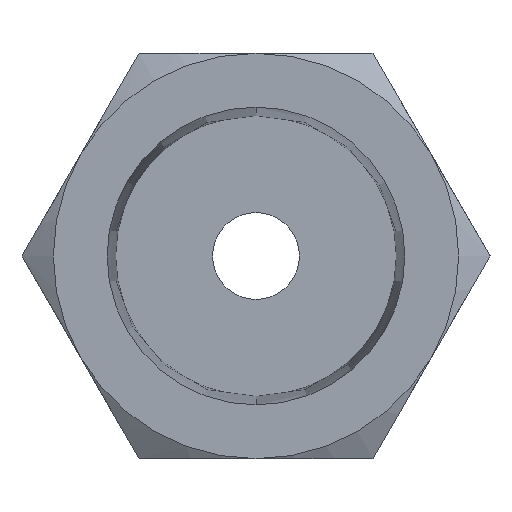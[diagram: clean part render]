
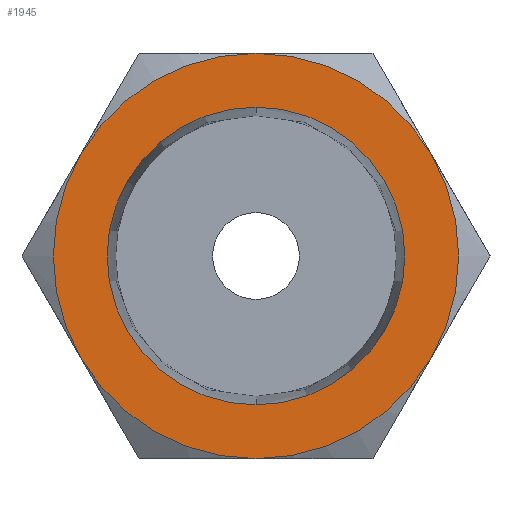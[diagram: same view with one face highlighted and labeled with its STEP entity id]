
A CAD part, front view. The second image highlights one B-rep face of the part: STEP entity #1945.
In plain terms, the highlighted planar face has unit normal (0, -1, 0).
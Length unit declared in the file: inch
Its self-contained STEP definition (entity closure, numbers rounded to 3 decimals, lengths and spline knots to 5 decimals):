
#34 = DIRECTION ( 'NONE',  ( 0., 0., -1. ) ) ;
#49 = DIRECTION ( 'NONE',  ( 0., 1., 0. ) ) ;
#59 = CARTESIAN_POINT ( 'NONE',  ( 0., 0., 0. ) ) ;
#307 = EDGE_CURVE ( 'NONE', #1906, #1334, #554, .T. ) ;
#355 = CARTESIAN_POINT ( 'NONE',  ( -0.23867, 0., 0.1378 ) ) ;
#554 = CIRCLE ( 'NONE', #2156, 0.2025 ) ;
#640 = EDGE_CURVE ( 'NONE', #1819, #1269, #3135, .T. ) ;
#792 = VERTEX_POINT ( 'NONE', #1785 ) ;
#845 = DIRECTION ( 'NONE',  ( 0., -1., 0. ) ) ;
#853 = CARTESIAN_POINT ( 'NONE',  ( 0., 0., 0. ) ) ;
#897 = ORIENTED_EDGE ( 'NONE', *, *, #640, .T. ) ;
#1046 = AXIS2_PLACEMENT_3D ( 'NONE', #3703, #1693, #4035 ) ;
#1048 = CIRCLE ( 'NONE', #4196, 0.27559 ) ;
#1087 = CARTESIAN_POINT ( 'NONE',  ( 0., 0., 0. ) ) ;
#1203 = DIRECTION ( 'NONE',  ( 0., 0., 1. ) ) ;
#1269 = VERTEX_POINT ( 'NONE', #3609 ) ;
#1298 = AXIS2_PLACEMENT_3D ( 'NONE', #3726, #1725, #4049 ) ;
#1334 = VERTEX_POINT ( 'NONE', #3311 ) ;
#1338 = DIRECTION ( 'NONE',  ( 0., -1., 0. ) ) ;
#1387 = AXIS2_PLACEMENT_3D ( 'NONE', #3905, #1911, #4208 ) ;
#1416 = AXIS2_PLACEMENT_3D ( 'NONE', #2906, #845, #3243 ) ;
#1436 = EDGE_CURVE ( 'NONE', #792, #3728, #3939, .T. ) ;
#1453 = DIRECTION ( 'NONE',  ( 0., 0., 1. ) ) ;
#1623 = FACE_OUTER_BOUND ( 'NONE', #3425, .T. ) ;
#1669 = CARTESIAN_POINT ( 'NONE',  ( 0.23867, 0., 0.1378 ) ) ;
#1693 = DIRECTION ( 'NONE',  ( 0., 1., 0. ) ) ;
#1725 = DIRECTION ( 'NONE',  ( 0., -1., 0. ) ) ;
#1760 = ORIENTED_EDGE ( 'NONE', *, *, #2430, .T. ) ;
#1785 = CARTESIAN_POINT ( 'NONE',  ( 0., 0., 0.27559 ) ) ;
#1803 = CARTESIAN_POINT ( 'NONE',  ( -0.23867, 0., -0.1378 ) ) ;
#1819 = VERTEX_POINT ( 'NONE', #2003 ) ;
#1906 = VERTEX_POINT ( 'NONE', #2693 ) ;
#1911 = DIRECTION ( 'NONE',  ( 0., -1., 0. ) ) ;
#1935 = EDGE_CURVE ( 'NONE', #1334, #1906, #4158, .T. ) ;
#1945 = ADVANCED_FACE ( 'NONE', ( #2520, #1623 ), #2697, .T. ) ;
#1981 = AXIS2_PLACEMENT_3D ( 'NONE', #2983, #3105, #3541 ) ;
#2003 = CARTESIAN_POINT ( 'NONE',  ( 0., 0., -0.27559 ) ) ;
#2156 = AXIS2_PLACEMENT_3D ( 'NONE', #59, #49, #34 ) ;
#2159 = CIRCLE ( 'NONE', #1387, 0.27559 ) ;
#2227 = ORIENTED_EDGE ( 'NONE', *, *, #2278, .T. ) ;
#2278 = EDGE_CURVE ( 'NONE', #1269, #4135, #2159, .T. ) ;
#2430 = EDGE_CURVE ( 'NONE', #4135, #792, #1048, .T. ) ;
#2520 = FACE_BOUND ( 'NONE', #3171, .T. ) ;
#2659 = AXIS2_PLACEMENT_3D ( 'NONE', #3372, #1338, #3719 ) ;
#2693 = CARTESIAN_POINT ( 'NONE',  ( 0., 0., 0.2025 ) ) ;
#2697 = PLANE ( 'NONE',  #2659 ) ;
#2906 = CARTESIAN_POINT ( 'NONE',  ( 0., 0., 0. ) ) ;
#2983 = CARTESIAN_POINT ( 'NONE',  ( 0., 0., 0. ) ) ;
#3005 = ORIENTED_EDGE ( 'NONE', *, *, #307, .T. ) ;
#3039 = EDGE_CURVE ( 'NONE', #3728, #3757, #3177, .T. ) ;
#3105 = DIRECTION ( 'NONE',  ( 0., -1., 0. ) ) ;
#3135 = CIRCLE ( 'NONE', #1981, 0.27559 ) ;
#3171 = EDGE_LOOP ( 'NONE', ( #3979, #3005 ) ) ;
#3177 = CIRCLE ( 'NONE', #1416, 0.27559 ) ;
#3243 = DIRECTION ( 'NONE',  ( 0., 0., 1. ) ) ;
#3246 = ORIENTED_EDGE ( 'NONE', *, *, #1436, .T. ) ;
#3249 = DIRECTION ( 'NONE',  ( 0., -1., 0. ) ) ;
#3302 = ORIENTED_EDGE ( 'NONE', *, *, #3039, .T. ) ;
#3311 = CARTESIAN_POINT ( 'NONE',  ( 0., 0., -0.2025 ) ) ;
#3372 = CARTESIAN_POINT ( 'NONE',  ( -0.1378, 0., 0. ) ) ;
#3425 = EDGE_LOOP ( 'NONE', ( #1760, #3246, #3302, #4138, #897, #2227 ) ) ;
#3476 = DIRECTION ( 'NONE',  ( 0., -1., 0. ) ) ;
#3484 = EDGE_CURVE ( 'NONE', #3757, #1819, #3587, .T. ) ;
#3541 = DIRECTION ( 'NONE',  ( 0., 0., 1. ) ) ;
#3587 = CIRCLE ( 'NONE', #4088, 0.27559 ) ;
#3609 = CARTESIAN_POINT ( 'NONE',  ( 0.23867, 0., -0.1378 ) ) ;
#3703 = CARTESIAN_POINT ( 'NONE',  ( 0., 0., 0. ) ) ;
#3719 = DIRECTION ( 'NONE',  ( 0., 0., -1. ) ) ;
#3726 = CARTESIAN_POINT ( 'NONE',  ( 0., 0., 0. ) ) ;
#3728 = VERTEX_POINT ( 'NONE', #355 ) ;
#3757 = VERTEX_POINT ( 'NONE', #1803 ) ;
#3905 = CARTESIAN_POINT ( 'NONE',  ( 0., 0., 0. ) ) ;
#3939 = CIRCLE ( 'NONE', #1298, 0.27559 ) ;
#3979 = ORIENTED_EDGE ( 'NONE', *, *, #1935, .T. ) ;
#4035 = DIRECTION ( 'NONE',  ( 0., 0., -1. ) ) ;
#4049 = DIRECTION ( 'NONE',  ( 0., 0., 1. ) ) ;
#4088 = AXIS2_PLACEMENT_3D ( 'NONE', #1087, #3476, #1453 ) ;
#4135 = VERTEX_POINT ( 'NONE', #1669 ) ;
#4138 = ORIENTED_EDGE ( 'NONE', *, *, #3484, .T. ) ;
#4158 = CIRCLE ( 'NONE', #1046, 0.2025 ) ;
#4196 = AXIS2_PLACEMENT_3D ( 'NONE', #853, #3249, #1203 ) ;
#4208 = DIRECTION ( 'NONE',  ( 0., 0., 1. ) ) ;
